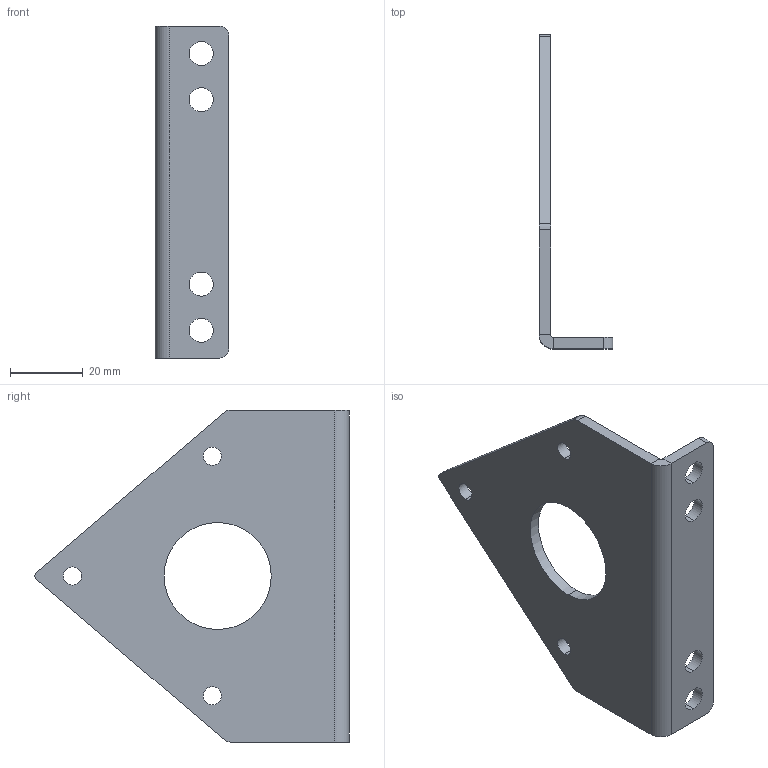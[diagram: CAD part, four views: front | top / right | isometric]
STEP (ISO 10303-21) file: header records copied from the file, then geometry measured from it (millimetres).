
FILE_DESCRIPTION (( 'STEP AP214' ), '1' );
FILE_NAME ('am-2373 bracket -Snow Blower motor.STEP', '2014-08-21T21:04:07', ( '' ), ( '' ), 'SwSTEP 2.0', 'SolidWorks 2014', '' );
FILE_SCHEMA (( 'AUTOMOTIVE_DESIGN' ));
Length unit declared in the file: inch
Products named in the file (1): am-2373 bracket -Snow Blower motor
Bounding box: 20.32 x 86.54 x 91.39 mm (x, y, z)
Volume: 19424.5 mm3; surface area: 13986.6 mm2
Topology: 1 solids, 1 shells, 36 faces, 94 edges, 60 vertices
Faces by surface type: cylinder 23, plane 13
Entity records: 1192 total; most frequent: DIRECTION 214, CARTESIAN_POINT 191, ORIENTED_EDGE 188, EDGE_CURVE 94, AXIS2_PLACEMENT_3D 83, VERTEX_POINT 60, EDGE_LOOP 52, VECTOR 48
